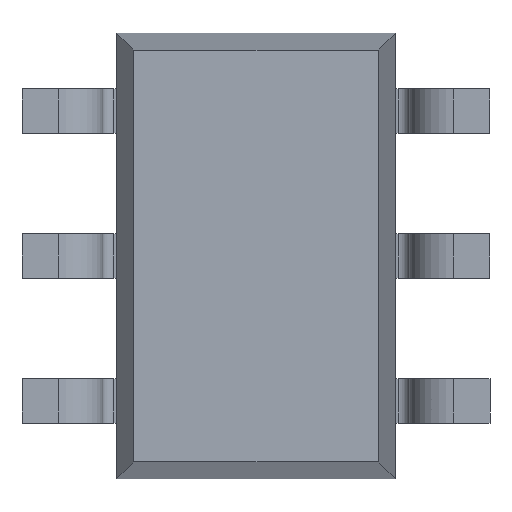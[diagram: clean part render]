
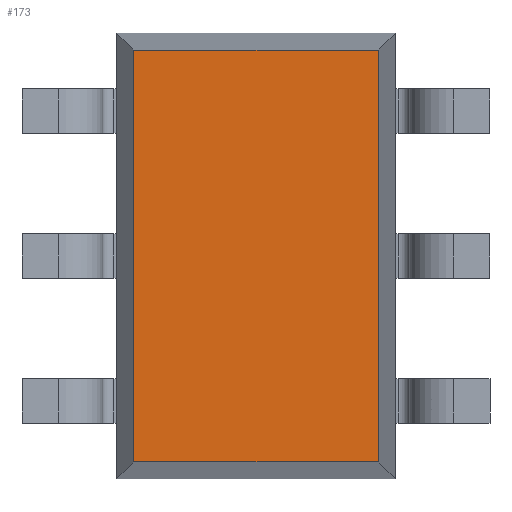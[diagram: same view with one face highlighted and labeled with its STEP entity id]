
A CAD part, front view. The second image highlights one B-rep face of the part: STEP entity #173.
In plain terms, the highlighted planar face has unit normal (0, -1, 0).
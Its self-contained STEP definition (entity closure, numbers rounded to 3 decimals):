
#86 = VECTOR ( 'NONE', #1808, 1000. ) ;
#173 = ADVANCED_FACE ( 'NONE', ( #3035 ), #2662, .T. ) ;
#220 = CARTESIAN_POINT ( 'NONE',  ( -0.549, 0.1, -0.924 ) ) ;
#320 = EDGE_LOOP ( 'NONE', ( #2700, #569, #2251, #2524 ) ) ;
#569 = ORIENTED_EDGE ( 'NONE', *, *, #1465, .T. ) ;
#610 = LINE ( 'NONE', #1090, #86 ) ;
#685 = CARTESIAN_POINT ( 'NONE',  ( -0.625, 0.1, -0.924 ) ) ;
#868 = CARTESIAN_POINT ( 'NONE',  ( 0.549, 0.1, -0.924 ) ) ;
#1090 = CARTESIAN_POINT ( 'NONE',  ( 0.625, 0.1, 0.924 ) ) ;
#1114 = DIRECTION ( 'NONE',  ( 0., 0., 1. ) ) ;
#1133 = VERTEX_POINT ( 'NONE', #220 ) ;
#1146 = DIRECTION ( 'NONE',  ( 1., 0., 0. ) ) ;
#1183 = DIRECTION ( 'NONE',  ( 0., -1., 0. ) ) ;
#1256 = EDGE_CURVE ( 'NONE', #1133, #2627, #2654, .T. ) ;
#1319 = VERTEX_POINT ( 'NONE', #2692 ) ;
#1434 = DIRECTION ( 'NONE',  ( 1., 0., 0. ) ) ;
#1462 = CARTESIAN_POINT ( 'NONE',  ( 0., 0.1, 0. ) ) ;
#1465 = EDGE_CURVE ( 'NONE', #1319, #1547, #610, .T. ) ;
#1547 = VERTEX_POINT ( 'NONE', #2876 ) ;
#1604 = AXIS2_PLACEMENT_3D ( 'NONE', #1462, #1183, #1434 ) ;
#1643 = VECTOR ( 'NONE', #1114, 1000. ) ;
#1806 = LINE ( 'NONE', #2730, #2744 ) ;
#1808 = DIRECTION ( 'NONE',  ( -1., 0., 0. ) ) ;
#1853 = CARTESIAN_POINT ( 'NONE',  ( 0.549, 0.1, -1. ) ) ;
#1909 = EDGE_CURVE ( 'NONE', #1547, #1133, #1806, .T. ) ;
#2125 = VECTOR ( 'NONE', #1146, 1000. ) ;
#2251 = ORIENTED_EDGE ( 'NONE', *, *, #1909, .T. ) ;
#2471 = DIRECTION ( 'NONE',  ( 0., 0., -1. ) ) ;
#2524 = ORIENTED_EDGE ( 'NONE', *, *, #1256, .T. ) ;
#2627 = VERTEX_POINT ( 'NONE', #868 ) ;
#2654 = LINE ( 'NONE', #685, #2125 ) ;
#2662 = PLANE ( 'NONE',  #1604 ) ;
#2692 = CARTESIAN_POINT ( 'NONE',  ( 0.549, 0.1, 0.924 ) ) ;
#2695 = LINE ( 'NONE', #1853, #1643 ) ;
#2700 = ORIENTED_EDGE ( 'NONE', *, *, #2862, .T. ) ;
#2730 = CARTESIAN_POINT ( 'NONE',  ( -0.549, 0.1, 1. ) ) ;
#2744 = VECTOR ( 'NONE', #2471, 1000. ) ;
#2862 = EDGE_CURVE ( 'NONE', #2627, #1319, #2695, .T. ) ;
#2876 = CARTESIAN_POINT ( 'NONE',  ( -0.549, 0.1, 0.924 ) ) ;
#3035 = FACE_OUTER_BOUND ( 'NONE', #320, .T. ) ;
